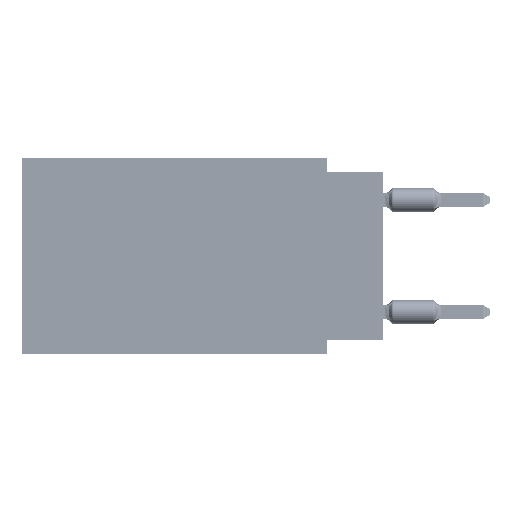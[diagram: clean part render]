
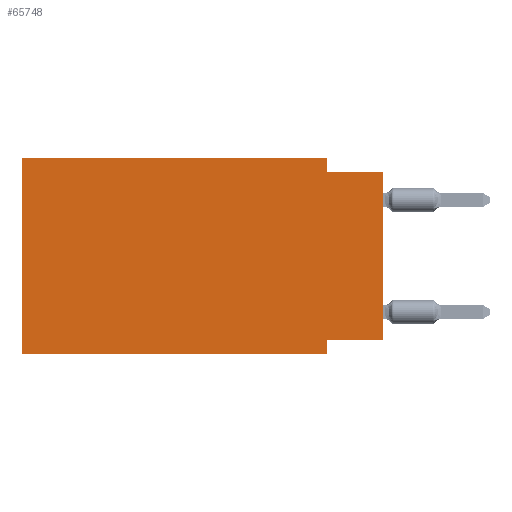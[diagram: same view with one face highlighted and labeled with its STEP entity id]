
A CAD part, left-side view. The second image highlights one B-rep face of the part: STEP entity #65748.
In plain terms, the highlighted planar face has unit normal (-1, 0, 0).
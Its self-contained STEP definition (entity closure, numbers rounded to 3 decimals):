
#326 = LINE ( 'NONE', #35811, #34600 ) ;
#1226 = CARTESIAN_POINT ( 'NONE',  ( 0., 0., -8.255 ) ) ;
#1248 = EDGE_CURVE ( 'NONE', #48610, #71915, #28871, .T. ) ;
#1519 = CARTESIAN_POINT ( 'NONE',  ( 0., 2.54, -8.89 ) ) ;
#7505 = VECTOR ( 'NONE', #15617, 1000. ) ;
#7586 = DIRECTION ( 'NONE',  ( 0., -1., 0. ) ) ;
#8072 = ORIENTED_EDGE ( 'NONE', *, *, #1248, .T. ) ;
#9645 = VERTEX_POINT ( 'NONE', #9924 ) ;
#9924 = CARTESIAN_POINT ( 'NONE',  ( 0., 2.54, -0.635 ) ) ;
#10681 = VERTEX_POINT ( 'NONE', #72478 ) ;
#10884 = CARTESIAN_POINT ( 'NONE',  ( 0., 0., 0. ) ) ;
#13613 = CARTESIAN_POINT ( 'NONE',  ( 0., 16.383, 0. ) ) ;
#13618 = CARTESIAN_POINT ( 'NONE',  ( 0., 2.54, 0. ) ) ;
#14362 = DIRECTION ( 'NONE',  ( 0., 0., -1. ) ) ;
#15617 = DIRECTION ( 'NONE',  ( 0., 0., 1. ) ) ;
#16866 = PLANE ( 'NONE',  #42136 ) ;
#17100 = ORIENTED_EDGE ( 'NONE', *, *, #78924, .F. ) ;
#19224 = VERTEX_POINT ( 'NONE', #31196 ) ;
#22995 = VERTEX_POINT ( 'NONE', #13618 ) ;
#24697 = EDGE_CURVE ( 'NONE', #19224, #29119, #34055, .T. ) ;
#26770 = VECTOR ( 'NONE', #77988, 1000. ) ;
#26795 = CARTESIAN_POINT ( 'NONE',  ( 0., 0., -0.635 ) ) ;
#28871 = LINE ( 'NONE', #10884, #7505 ) ;
#28959 = EDGE_CURVE ( 'NONE', #10681, #29119, #65400, .T. ) ;
#29119 = VERTEX_POINT ( 'NONE', #62338 ) ;
#30851 = ORIENTED_EDGE ( 'NONE', *, *, #64497, .F. ) ;
#30866 = DIRECTION ( 'NONE',  ( 0., -1., 0. ) ) ;
#31196 = CARTESIAN_POINT ( 'NONE',  ( 0., 2.54, -8.255 ) ) ;
#31614 = DIRECTION ( 'NONE',  ( 0., 1., 0. ) ) ;
#34055 = LINE ( 'NONE', #1519, #80389 ) ;
#34600 = VECTOR ( 'NONE', #35384, 1000. ) ;
#35384 = DIRECTION ( 'NONE',  ( 0., 0., -1. ) ) ;
#35811 = CARTESIAN_POINT ( 'NONE',  ( 0., 2.54, 0. ) ) ;
#36287 = ORIENTED_EDGE ( 'NONE', *, *, #24697, .F. ) ;
#37004 = DIRECTION ( 'NONE',  ( 0., 0., -1. ) ) ;
#37021 = CARTESIAN_POINT ( 'NONE',  ( 0., 16.383, 0. ) ) ;
#42136 = AXIS2_PLACEMENT_3D ( 'NONE', #50254, #42982, #37004 ) ;
#42982 = DIRECTION ( 'NONE',  ( 1., 0., 0. ) ) ;
#43707 = CARTESIAN_POINT ( 'NONE',  ( 0., 0., -0.635 ) ) ;
#45369 = VECTOR ( 'NONE', #30866, 1000. ) ;
#46842 = VECTOR ( 'NONE', #63124, 1000. ) ;
#48610 = VERTEX_POINT ( 'NONE', #1226 ) ;
#49714 = LINE ( 'NONE', #43707, #45369 ) ;
#50254 = CARTESIAN_POINT ( 'NONE',  ( 0., 16.383, 0. ) ) ;
#50873 = CARTESIAN_POINT ( 'NONE',  ( 0., 0., -8.255 ) ) ;
#50906 = ORIENTED_EDGE ( 'NONE', *, *, #28959, .T. ) ;
#51318 = ORIENTED_EDGE ( 'NONE', *, *, #70074, .F. ) ;
#52034 = VECTOR ( 'NONE', #31614, 1000. ) ;
#52972 = CARTESIAN_POINT ( 'NONE',  ( 0., 16.383, -8.89 ) ) ;
#54956 = VERTEX_POINT ( 'NONE', #13613 ) ;
#55693 = EDGE_CURVE ( 'NONE', #9645, #71915, #49714, .T. ) ;
#56820 = EDGE_LOOP ( 'NONE', ( #8072, #75720, #17100, #82618, #30851, #50906, #36287, #51318 ) ) ;
#58308 = CARTESIAN_POINT ( 'NONE',  ( 0., 16.383, 0. ) ) ;
#58823 = VECTOR ( 'NONE', #7586, 1000. ) ;
#61865 = LINE ( 'NONE', #37021, #46842 ) ;
#62338 = CARTESIAN_POINT ( 'NONE',  ( 0., 2.54, -8.89 ) ) ;
#63124 = DIRECTION ( 'NONE',  ( 0., -1., 0. ) ) ;
#64497 = EDGE_CURVE ( 'NONE', #10681, #54956, #65567, .T. ) ;
#65400 = LINE ( 'NONE', #52972, #58823 ) ;
#65567 = LINE ( 'NONE', #58308, #26770 ) ;
#65748 = ADVANCED_FACE ( 'NONE', ( #68694 ), #16866, .F. ) ;
#68694 = FACE_OUTER_BOUND ( 'NONE', #56820, .T. ) ;
#70074 = EDGE_CURVE ( 'NONE', #48610, #19224, #83413, .T. ) ;
#71915 = VERTEX_POINT ( 'NONE', #26795 ) ;
#72050 = EDGE_CURVE ( 'NONE', #54956, #22995, #61865, .T. ) ;
#72478 = CARTESIAN_POINT ( 'NONE',  ( 0., 16.383, -8.89 ) ) ;
#75720 = ORIENTED_EDGE ( 'NONE', *, *, #55693, .F. ) ;
#77988 = DIRECTION ( 'NONE',  ( 0., 0., 1. ) ) ;
#78924 = EDGE_CURVE ( 'NONE', #22995, #9645, #326, .T. ) ;
#80389 = VECTOR ( 'NONE', #14362, 1000. ) ;
#82618 = ORIENTED_EDGE ( 'NONE', *, *, #72050, .F. ) ;
#83413 = LINE ( 'NONE', #50873, #52034 ) ;
